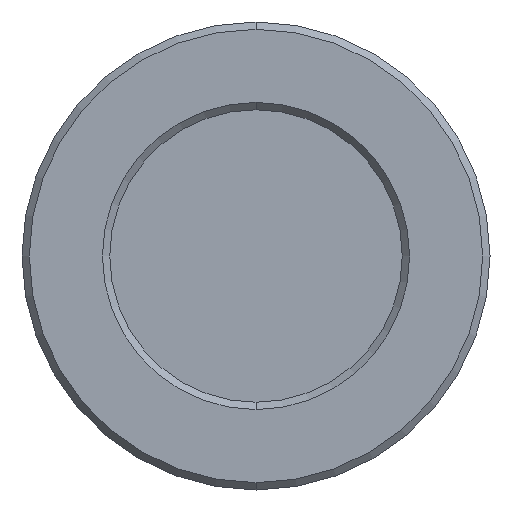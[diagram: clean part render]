
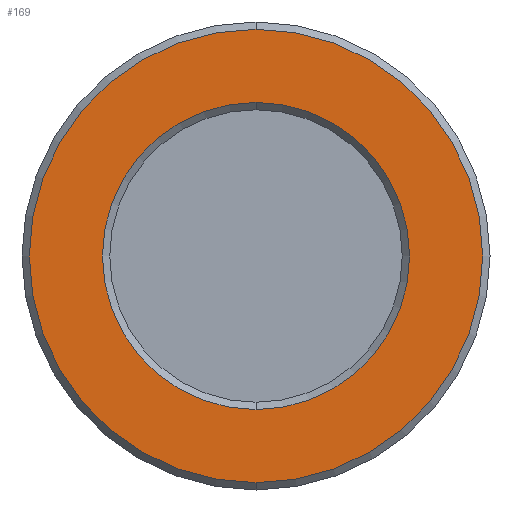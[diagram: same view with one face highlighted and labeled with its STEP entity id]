
A CAD part, front view. The second image highlights one B-rep face of the part: STEP entity #169.
In plain terms, the highlighted planar face has unit normal (0, -1, 0).
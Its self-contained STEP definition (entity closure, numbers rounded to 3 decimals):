
#2 = CIRCLE ( 'NONE', #106, 15.5 ) ;
#9 = AXIS2_PLACEMENT_3D ( 'NONE', #41, #67, #554 ) ;
#10 = CIRCLE ( 'NONE', #9, 10.5 ) ;
#29 = EDGE_CURVE ( 'NONE', #284, #491, #267, .T. ) ;
#38 = CARTESIAN_POINT ( 'NONE',  ( 0., 0., 10.5 ) ) ;
#41 = CARTESIAN_POINT ( 'NONE',  ( 0., 0., 0. ) ) ;
#47 = CARTESIAN_POINT ( 'NONE',  ( 0., 0., -10.5 ) ) ;
#67 = DIRECTION ( 'NONE',  ( 0., 1., 0. ) ) ;
#84 = DIRECTION ( 'NONE',  ( 0., -1., 0. ) ) ;
#86 = CIRCLE ( 'NONE', #464, 10.5 ) ;
#105 = FACE_BOUND ( 'NONE', #302, .T. ) ;
#106 = AXIS2_PLACEMENT_3D ( 'NONE', #589, #84, #249 ) ;
#109 = FACE_OUTER_BOUND ( 'NONE', #282, .T. ) ;
#147 = AXIS2_PLACEMENT_3D ( 'NONE', #261, #254, #285 ) ;
#156 = CARTESIAN_POINT ( 'NONE',  ( 0., 0., 0. ) ) ;
#169 = ADVANCED_FACE ( 'NONE', ( #105, #109 ), #269, .T. ) ;
#173 = DIRECTION ( 'NONE',  ( 0., -1., 0. ) ) ;
#175 = DIRECTION ( 'NONE',  ( 0., 0., -1. ) ) ;
#249 = DIRECTION ( 'NONE',  ( 0., 0., -1. ) ) ;
#254 = DIRECTION ( 'NONE',  ( 0., -1., 0. ) ) ;
#261 = CARTESIAN_POINT ( 'NONE',  ( 0., 0., 0. ) ) ;
#267 = CIRCLE ( 'NONE', #545, 15.5 ) ;
#269 = PLANE ( 'NONE',  #147 ) ;
#282 = EDGE_LOOP ( 'NONE', ( #320, #322 ) ) ;
#284 = VERTEX_POINT ( 'NONE', #333 ) ;
#285 = DIRECTION ( 'NONE',  ( 0., 0., -1. ) ) ;
#302 = EDGE_LOOP ( 'NONE', ( #311, #316 ) ) ;
#311 = ORIENTED_EDGE ( 'NONE', *, *, #332, .T. ) ;
#316 = ORIENTED_EDGE ( 'NONE', *, *, #483, .T. ) ;
#320 = ORIENTED_EDGE ( 'NONE', *, *, #560, .T. ) ;
#322 = ORIENTED_EDGE ( 'NONE', *, *, #29, .T. ) ;
#332 = EDGE_CURVE ( 'NONE', #533, #505, #86, .T. ) ;
#333 = CARTESIAN_POINT ( 'NONE',  ( 0., 0., -15.5 ) ) ;
#404 = CARTESIAN_POINT ( 'NONE',  ( 0., 0., 0. ) ) ;
#409 = DIRECTION ( 'NONE',  ( 0., 1., 0. ) ) ;
#414 = DIRECTION ( 'NONE',  ( 0., 0., -1. ) ) ;
#464 = AXIS2_PLACEMENT_3D ( 'NONE', #404, #409, #414 ) ;
#483 = EDGE_CURVE ( 'NONE', #505, #533, #10, .T. ) ;
#491 = VERTEX_POINT ( 'NONE', #558 ) ;
#505 = VERTEX_POINT ( 'NONE', #38 ) ;
#533 = VERTEX_POINT ( 'NONE', #47 ) ;
#545 = AXIS2_PLACEMENT_3D ( 'NONE', #156, #173, #175 ) ;
#554 = DIRECTION ( 'NONE',  ( 0., 0., -1. ) ) ;
#558 = CARTESIAN_POINT ( 'NONE',  ( 0., 0., 15.5 ) ) ;
#560 = EDGE_CURVE ( 'NONE', #491, #284, #2, .T. ) ;
#589 = CARTESIAN_POINT ( 'NONE',  ( 0., 0., 0. ) ) ;
